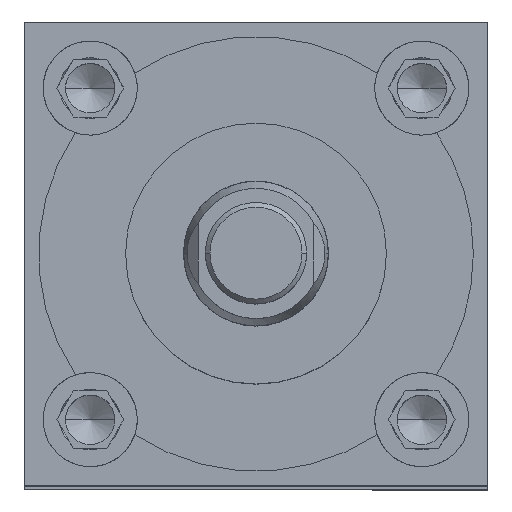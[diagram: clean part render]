
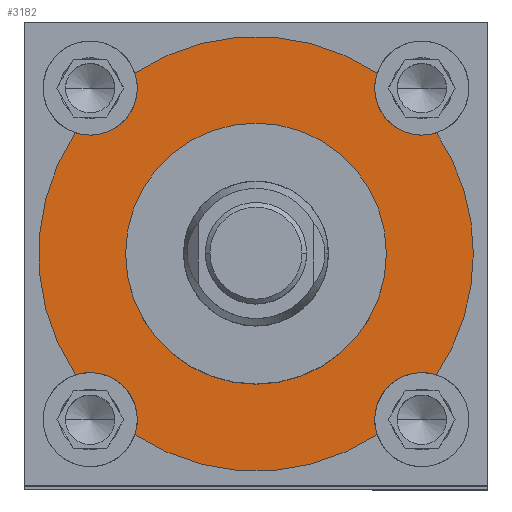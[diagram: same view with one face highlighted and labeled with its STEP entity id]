
A CAD part, top view. The second image highlights one B-rep face of the part: STEP entity #3182.
In plain terms, the highlighted planar face has unit normal (0, 0, 1).
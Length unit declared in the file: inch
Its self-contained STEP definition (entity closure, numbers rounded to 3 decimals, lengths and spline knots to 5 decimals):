
#12 = CIRCLE ( 'NONE', #4797, 0.5625 ) ;
#24 = FACE_BOUND ( 'NONE', #4359, .T. ) ;
#67 = DIRECTION ( 'NONE',  ( 1., 0., 0. ) ) ;
#69 = CARTESIAN_POINT ( 'NONE',  ( 0.715, 0.715, 10.62 ) ) ;
#258 = AXIS2_PLACEMENT_3D ( 'NONE', #2446, #4977, #67 ) ;
#365 = AXIS2_PLACEMENT_3D ( 'NONE', #2646, #407, #4315 ) ;
#368 = CIRCLE ( 'NONE', #5740, 0.203 ) ;
#377 = CARTESIAN_POINT ( 'NONE',  ( 0.77859, -0.52222, 10.62 ) ) ;
#407 = DIRECTION ( 'NONE',  ( 0., 0., 1. ) ) ;
#468 = DIRECTION ( 'NONE',  ( 0., 0., 1. ) ) ;
#492 = CARTESIAN_POINT ( 'NONE',  ( -0.512, -0.715, 10.62 ) ) ;
#494 = ORIENTED_EDGE ( 'NONE', *, *, #5882, .F. ) ;
#533 = DIRECTION ( 'NONE',  ( 0., 0., 1. ) ) ;
#563 = CARTESIAN_POINT ( 'NONE',  ( 0.512, -0.715, 10.62 ) ) ;
#626 = CIRCLE ( 'NONE', #3434, 0.203 ) ;
#656 = DIRECTION ( 'NONE',  ( 0., 0., 1. ) ) ;
#659 = EDGE_CURVE ( 'NONE', #3389, #5481, #3559, .T. ) ;
#668 = CIRCLE ( 'NONE', #365, 0.203 ) ;
#695 = ORIENTED_EDGE ( 'NONE', *, *, #1070, .F. ) ;
#737 = CARTESIAN_POINT ( 'NONE',  ( 0., 0., 10.62 ) ) ;
#802 = DIRECTION ( 'NONE',  ( 0., 0., 1. ) ) ;
#876 = EDGE_CURVE ( 'NONE', #930, #3613, #368, .T. ) ;
#902 = ORIENTED_EDGE ( 'NONE', *, *, #659, .T. ) ;
#930 = VERTEX_POINT ( 'NONE', #940 ) ;
#931 = EDGE_CURVE ( 'NONE', #2216, #3613, #5541, .T. ) ;
#940 = CARTESIAN_POINT ( 'NONE',  ( -0.512, 0.715, 10.62 ) ) ;
#978 = AXIS2_PLACEMENT_3D ( 'NONE', #4439, #468, #2550 ) ;
#999 = ORIENTED_EDGE ( 'NONE', *, *, #1358, .F. ) ;
#1022 = CARTESIAN_POINT ( 'NONE',  ( 0., 0., 10.62 ) ) ;
#1070 = EDGE_CURVE ( 'NONE', #4777, #930, #668, .T. ) ;
#1168 = ORIENTED_EDGE ( 'NONE', *, *, #5888, .F. ) ;
#1194 = VERTEX_POINT ( 'NONE', #563 ) ;
#1209 = AXIS2_PLACEMENT_3D ( 'NONE', #1995, #2979, #3008 ) ;
#1219 = CARTESIAN_POINT ( 'NONE',  ( -0.715, -0.715, 10.62 ) ) ;
#1261 = CIRCLE ( 'NONE', #4802, 0.9375 ) ;
#1269 = CARTESIAN_POINT ( 'NONE',  ( -0.77859, 0.52222, 10.62 ) ) ;
#1350 = AXIS2_PLACEMENT_3D ( 'NONE', #6207, #1767, #3756 ) ;
#1358 = EDGE_CURVE ( 'NONE', #2474, #2504, #4154, .T. ) ;
#1386 = CIRCLE ( 'NONE', #2237, 0.203 ) ;
#1388 = EDGE_CURVE ( 'NONE', #4300, #1454, #5472, .T. ) ;
#1432 = DIRECTION ( 'NONE',  ( 1., 0., 0. ) ) ;
#1454 = VERTEX_POINT ( 'NONE', #4321 ) ;
#1562 = CARTESIAN_POINT ( 'NONE',  ( -0.715, 0.715, 10.62 ) ) ;
#1573 = CARTESIAN_POINT ( 'NONE',  ( -0.52222, -0.77859, 10.62 ) ) ;
#1622 = CARTESIAN_POINT ( 'NONE',  ( 0.715, -0.715, 10.62 ) ) ;
#1642 = DIRECTION ( 'NONE',  ( 0., 0., 1. ) ) ;
#1704 = CARTESIAN_POINT ( 'NONE',  ( 0., 0., 10.62 ) ) ;
#1767 = DIRECTION ( 'NONE',  ( 0., 0., 1. ) ) ;
#1800 = EDGE_CURVE ( 'NONE', #6306, #4300, #1988, .T. ) ;
#1815 = VERTEX_POINT ( 'NONE', #5592 ) ;
#1835 = DIRECTION ( 'NONE',  ( 1., 0., 0. ) ) ;
#1842 = EDGE_CURVE ( 'NONE', #1815, #3164, #12, .T. ) ;
#1860 = CARTESIAN_POINT ( 'NONE',  ( -0.52222, 0.77859, 10.62 ) ) ;
#1933 = CARTESIAN_POINT ( 'NONE',  ( 0., 0., 10.62 ) ) ;
#1988 = CIRCLE ( 'NONE', #1350, 0.203 ) ;
#1995 = CARTESIAN_POINT ( 'NONE',  ( 0.715, -0.715, 10.62 ) ) ;
#2009 = DIRECTION ( 'NONE',  ( 0., 0., 1. ) ) ;
#2060 = EDGE_CURVE ( 'NONE', #5481, #2504, #5542, .T. ) ;
#2078 = CARTESIAN_POINT ( 'NONE',  ( 0.77859, 0.52222, 10.62 ) ) ;
#2125 = EDGE_CURVE ( 'NONE', #3389, #1194, #1386, .T. ) ;
#2137 = CARTESIAN_POINT ( 'NONE',  ( 0.9375, 0., 10.62 ) ) ;
#2185 = ORIENTED_EDGE ( 'NONE', *, *, #876, .F. ) ;
#2216 = VERTEX_POINT ( 'NONE', #3655 ) ;
#2237 = AXIS2_PLACEMENT_3D ( 'NONE', #1622, #656, #5113 ) ;
#2248 = EDGE_LOOP ( 'NONE', ( #3314, #902, #5669, #999, #3062, #4458, #2185, #695, #4438, #5771, #2839, #5050, #494 ) ) ;
#2278 = CARTESIAN_POINT ( 'NONE',  ( 0., 0., 10.62 ) ) ;
#2295 = ORIENTED_EDGE ( 'NONE', *, *, #1842, .F. ) ;
#2446 = CARTESIAN_POINT ( 'NONE',  ( 0., 0., 10.62 ) ) ;
#2474 = VERTEX_POINT ( 'NONE', #3021 ) ;
#2504 = VERTEX_POINT ( 'NONE', #2078 ) ;
#2550 = DIRECTION ( 'NONE',  ( 1., 0., 0. ) ) ;
#2646 = CARTESIAN_POINT ( 'NONE',  ( -0.715, 0.715, 10.62 ) ) ;
#2677 = AXIS2_PLACEMENT_3D ( 'NONE', #1933, #533, #1432 ) ;
#2699 = AXIS2_PLACEMENT_3D ( 'NONE', #1219, #5341, #2861 ) ;
#2802 = DIRECTION ( 'NONE',  ( 1., 0., 0. ) ) ;
#2839 = ORIENTED_EDGE ( 'NONE', *, *, #1800, .F. ) ;
#2853 = AXIS2_PLACEMENT_3D ( 'NONE', #1022, #2009, #5033 ) ;
#2861 = DIRECTION ( 'NONE',  ( 1., 0., 0. ) ) ;
#2979 = DIRECTION ( 'NONE',  ( 0., 0., 1. ) ) ;
#3008 = DIRECTION ( 'NONE',  ( 1., 0., 0. ) ) ;
#3021 = CARTESIAN_POINT ( 'NONE',  ( 0.512, 0.715, 10.62 ) ) ;
#3051 = AXIS2_PLACEMENT_3D ( 'NONE', #2278, #802, #2802 ) ;
#3062 = ORIENTED_EDGE ( 'NONE', *, *, #3800, .F. ) ;
#3116 = DIRECTION ( 'NONE',  ( 0., 0., 1. ) ) ;
#3164 = VERTEX_POINT ( 'NONE', #5570 ) ;
#3182 = ADVANCED_FACE ( 'NONE', ( #5980, #24 ), #5602, .T. ) ;
#3214 = DIRECTION ( 'NONE',  ( 1., 0., 0. ) ) ;
#3259 = DIRECTION ( 'NONE',  ( 1., 0., 0. ) ) ;
#3311 = CARTESIAN_POINT ( 'NONE',  ( 0., 0., 10.62 ) ) ;
#3314 = ORIENTED_EDGE ( 'NONE', *, *, #2125, .F. ) ;
#3389 = VERTEX_POINT ( 'NONE', #377 ) ;
#3434 = AXIS2_PLACEMENT_3D ( 'NONE', #69, #6027, #5418 ) ;
#3559 = CIRCLE ( 'NONE', #3051, 0.9375 ) ;
#3564 = DIRECTION ( 'NONE',  ( 1., 0., 0. ) ) ;
#3613 = VERTEX_POINT ( 'NONE', #1860 ) ;
#3655 = CARTESIAN_POINT ( 'NONE',  ( 0.52222, 0.77859, 10.62 ) ) ;
#3697 = DIRECTION ( 'NONE',  ( 0., 0., 1. ) ) ;
#3756 = DIRECTION ( 'NONE',  ( 1., 0., 0. ) ) ;
#3764 = CARTESIAN_POINT ( 'NONE',  ( 0.715, 0.715, 10.62 ) ) ;
#3800 = EDGE_CURVE ( 'NONE', #2216, #2474, #626, .T. ) ;
#4154 = CIRCLE ( 'NONE', #5987, 0.203 ) ;
#4300 = VERTEX_POINT ( 'NONE', #492 ) ;
#4315 = DIRECTION ( 'NONE',  ( 1., 0., 0. ) ) ;
#4321 = CARTESIAN_POINT ( 'NONE',  ( -0.77859, -0.52222, 10.62 ) ) ;
#4359 = EDGE_LOOP ( 'NONE', ( #1168, #2295 ) ) ;
#4412 = DIRECTION ( 'NONE',  ( 0., 0., 1. ) ) ;
#4438 = ORIENTED_EDGE ( 'NONE', *, *, #5065, .T. ) ;
#4439 = CARTESIAN_POINT ( 'NONE',  ( 0., 0., 10.62 ) ) ;
#4458 = ORIENTED_EDGE ( 'NONE', *, *, #931, .T. ) ;
#4681 = VERTEX_POINT ( 'NONE', #5559 ) ;
#4777 = VERTEX_POINT ( 'NONE', #1269 ) ;
#4797 = AXIS2_PLACEMENT_3D ( 'NONE', #3311, #4412, #1835 ) ;
#4802 = AXIS2_PLACEMENT_3D ( 'NONE', #737, #1642, #3259 ) ;
#4977 = DIRECTION ( 'NONE',  ( 0., 0., 1. ) ) ;
#5033 = DIRECTION ( 'NONE',  ( 1., 0., 0. ) ) ;
#5050 = ORIENTED_EDGE ( 'NONE', *, *, #6361, .T. ) ;
#5051 = CIRCLE ( 'NONE', #1209, 0.203 ) ;
#5065 = EDGE_CURVE ( 'NONE', #4777, #1454, #5443, .T. ) ;
#5113 = DIRECTION ( 'NONE',  ( 1., 0., 0. ) ) ;
#5150 = AXIS2_PLACEMENT_3D ( 'NONE', #1704, #3697, #3214 ) ;
#5249 = DIRECTION ( 'NONE',  ( 0., 0., 1. ) ) ;
#5341 = DIRECTION ( 'NONE',  ( 0., 0., 1. ) ) ;
#5418 = DIRECTION ( 'NONE',  ( 1., 0., 0. ) ) ;
#5443 = CIRCLE ( 'NONE', #5150, 0.9375 ) ;
#5472 = CIRCLE ( 'NONE', #2699, 0.203 ) ;
#5481 = VERTEX_POINT ( 'NONE', #2137 ) ;
#5541 = CIRCLE ( 'NONE', #258, 0.9375 ) ;
#5542 = CIRCLE ( 'NONE', #978, 0.9375 ) ;
#5559 = CARTESIAN_POINT ( 'NONE',  ( 0.52222, -0.77859, 10.62 ) ) ;
#5570 = CARTESIAN_POINT ( 'NONE',  ( -0.5625, 0., 10.62 ) ) ;
#5592 = CARTESIAN_POINT ( 'NONE',  ( 0.5625, 0., 10.62 ) ) ;
#5602 = PLANE ( 'NONE',  #2853 ) ;
#5669 = ORIENTED_EDGE ( 'NONE', *, *, #2060, .T. ) ;
#5740 = AXIS2_PLACEMENT_3D ( 'NONE', #1562, #3116, #3564 ) ;
#5771 = ORIENTED_EDGE ( 'NONE', *, *, #1388, .F. ) ;
#5869 = CIRCLE ( 'NONE', #2677, 0.5625 ) ;
#5882 = EDGE_CURVE ( 'NONE', #1194, #4681, #5051, .T. ) ;
#5888 = EDGE_CURVE ( 'NONE', #3164, #1815, #5869, .T. ) ;
#5980 = FACE_OUTER_BOUND ( 'NONE', #2248, .T. ) ;
#5987 = AXIS2_PLACEMENT_3D ( 'NONE', #3764, #5249, #6153 ) ;
#6027 = DIRECTION ( 'NONE',  ( 0., 0., 1. ) ) ;
#6153 = DIRECTION ( 'NONE',  ( 1., 0., 0. ) ) ;
#6207 = CARTESIAN_POINT ( 'NONE',  ( -0.715, -0.715, 10.62 ) ) ;
#6306 = VERTEX_POINT ( 'NONE', #1573 ) ;
#6361 = EDGE_CURVE ( 'NONE', #6306, #4681, #1261, .T. ) ;
